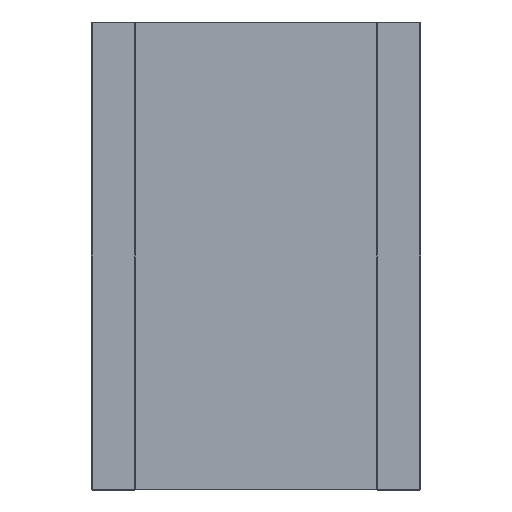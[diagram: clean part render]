
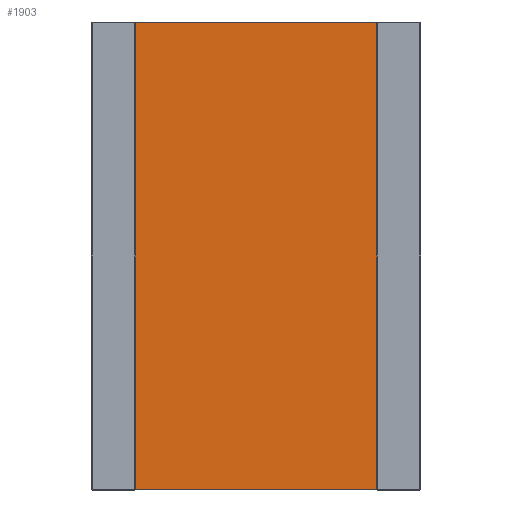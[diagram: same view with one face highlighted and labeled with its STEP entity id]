
A CAD part, front view. The second image highlights one B-rep face of the part: STEP entity #1903.
In plain terms, the highlighted planar face has unit normal (0, -1, 0).
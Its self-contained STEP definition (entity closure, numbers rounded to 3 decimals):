
#21 = FACE_OUTER_BOUND ( 'NONE', #1916, .T. ) ;
#85 = AXIS2_PLACEMENT_3D ( 'NONE', #1726, #180, #1271 ) ;
#166 = LINE ( 'NONE', #736, #1136 ) ;
#180 = DIRECTION ( 'NONE',  ( 0., 1., 0. ) ) ;
#183 = EDGE_CURVE ( 'NONE', #746, #707, #901, .T. ) ;
#296 = EDGE_CURVE ( 'NONE', #1692, #746, #166, .T. ) ;
#357 = CARTESIAN_POINT ( 'NONE',  ( -0.6, 0.01, 6.39 ) ) ;
#411 = EDGE_CURVE ( 'NONE', #739, #1692, #1612, .T. ) ;
#438 = VECTOR ( 'NONE', #1598, 1000. ) ;
#487 = ORIENTED_EDGE ( 'NONE', *, *, #296, .T. ) ;
#497 = PLANE ( 'NONE',  #85 ) ;
#510 = EDGE_CURVE ( 'NONE', #739, #707, #1212, .T. ) ;
#584 = VECTOR ( 'NONE', #1125, 1000. ) ;
#707 = VERTEX_POINT ( 'NONE', #1581 ) ;
#736 = CARTESIAN_POINT ( 'NONE',  ( -3.9, 0.01, 6.4 ) ) ;
#739 = VERTEX_POINT ( 'NONE', #357 ) ;
#746 = VERTEX_POINT ( 'NONE', #990 ) ;
#882 = CARTESIAN_POINT ( 'NONE',  ( -3.9, 0.01, 6.39 ) ) ;
#901 = LINE ( 'NONE', #1683, #1540 ) ;
#921 = CARTESIAN_POINT ( 'NONE',  ( -3.9, 0.01, 6.39 ) ) ;
#990 = CARTESIAN_POINT ( 'NONE',  ( -3.9, 0.01, 0.01 ) ) ;
#1125 = DIRECTION ( 'NONE',  ( -1., 0., 0. ) ) ;
#1136 = VECTOR ( 'NONE', #1762, 1000. ) ;
#1174 = ORIENTED_EDGE ( 'NONE', *, *, #411, .T. ) ;
#1212 = LINE ( 'NONE', #1910, #438 ) ;
#1271 = DIRECTION ( 'NONE',  ( -1., 0., 0. ) ) ;
#1484 = ORIENTED_EDGE ( 'NONE', *, *, #183, .T. ) ;
#1540 = VECTOR ( 'NONE', #1673, 1000. ) ;
#1581 = CARTESIAN_POINT ( 'NONE',  ( -0.6, 0.01, 0.01 ) ) ;
#1598 = DIRECTION ( 'NONE',  ( 0., 0., -1. ) ) ;
#1612 = LINE ( 'NONE', #882, #584 ) ;
#1673 = DIRECTION ( 'NONE',  ( 1., 0., 0. ) ) ;
#1683 = CARTESIAN_POINT ( 'NONE',  ( -3.9, 0.01, 0.01 ) ) ;
#1692 = VERTEX_POINT ( 'NONE', #921 ) ;
#1726 = CARTESIAN_POINT ( 'NONE',  ( -3.9, 0.01, 6.4 ) ) ;
#1762 = DIRECTION ( 'NONE',  ( 0., 0., -1. ) ) ;
#1791 = ORIENTED_EDGE ( 'NONE', *, *, #510, .F. ) ;
#1903 = ADVANCED_FACE ( 'NONE', ( #21 ), #497, .F. ) ;
#1910 = CARTESIAN_POINT ( 'NONE',  ( -0.6, 0.01, 6.4 ) ) ;
#1916 = EDGE_LOOP ( 'NONE', ( #1791, #1174, #487, #1484 ) ) ;
